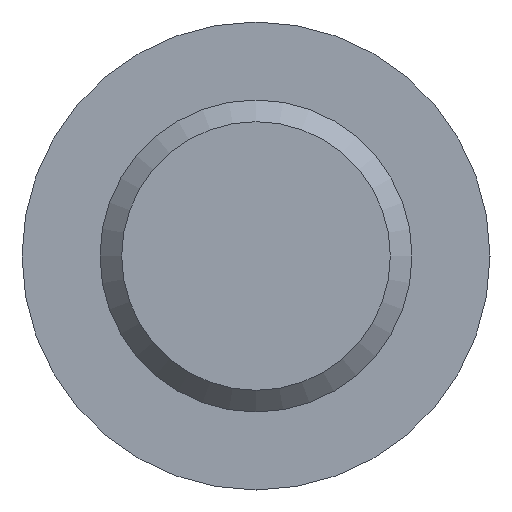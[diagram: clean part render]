
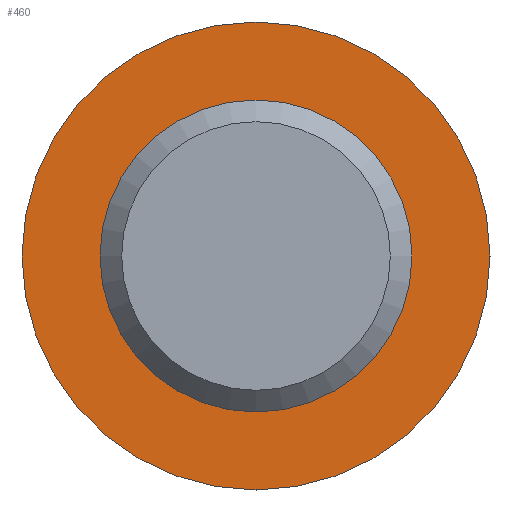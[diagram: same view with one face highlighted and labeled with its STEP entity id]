
A CAD part, front view. The second image highlights one B-rep face of the part: STEP entity #460.
In plain terms, the highlighted planar face has unit normal (0, -1, 0).
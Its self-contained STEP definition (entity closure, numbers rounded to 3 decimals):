
#7 = DIRECTION ( 'NONE',  ( 0., 0., 1. ) ) ;
#14 = AXIS2_PLACEMENT_3D ( 'NONE', #184, #22, #7 ) ;
#22 = DIRECTION ( 'NONE',  ( 0., 1., 0. ) ) ;
#95 = FACE_BOUND ( 'NONE', #494, .T. ) ;
#122 = CARTESIAN_POINT ( 'NONE',  ( 0., 35., -9. ) ) ;
#164 = EDGE_CURVE ( 'NONE', #238, #238, #544, .T. ) ;
#184 = CARTESIAN_POINT ( 'NONE',  ( -9., 35., 0. ) ) ;
#208 = DIRECTION ( 'NONE',  ( 0., 0., -1. ) ) ;
#238 = VERTEX_POINT ( 'NONE', #122 ) ;
#242 = CARTESIAN_POINT ( 'NONE',  ( 0., 35., -13.5 ) ) ;
#252 = DIRECTION ( 'NONE',  ( 0., -1., 0. ) ) ;
#259 = FACE_OUTER_BOUND ( 'NONE', #301, .T. ) ;
#263 = CARTESIAN_POINT ( 'NONE',  ( 0., 35., 0. ) ) ;
#264 = ORIENTED_EDGE ( 'NONE', *, *, #164, .F. ) ;
#288 = EDGE_CURVE ( 'NONE', #454, #454, #520, .T. ) ;
#301 = EDGE_LOOP ( 'NONE', ( #339 ) ) ;
#339 = ORIENTED_EDGE ( 'NONE', *, *, #288, .T. ) ;
#346 = AXIS2_PLACEMENT_3D ( 'NONE', #263, #252, #515 ) ;
#412 = CARTESIAN_POINT ( 'NONE',  ( 0., 35., 0. ) ) ;
#428 = PLANE ( 'NONE',  #14 ) ;
#432 = AXIS2_PLACEMENT_3D ( 'NONE', #412, #500, #208 ) ;
#454 = VERTEX_POINT ( 'NONE', #242 ) ;
#460 = ADVANCED_FACE ( 'NONE', ( #95, #259 ), #428, .F. ) ;
#494 = EDGE_LOOP ( 'NONE', ( #264 ) ) ;
#500 = DIRECTION ( 'NONE',  ( 0., -1., 0. ) ) ;
#515 = DIRECTION ( 'NONE',  ( 0., 0., -1. ) ) ;
#520 = CIRCLE ( 'NONE', #346, 13.5 ) ;
#544 = CIRCLE ( 'NONE', #432, 9. ) ;
